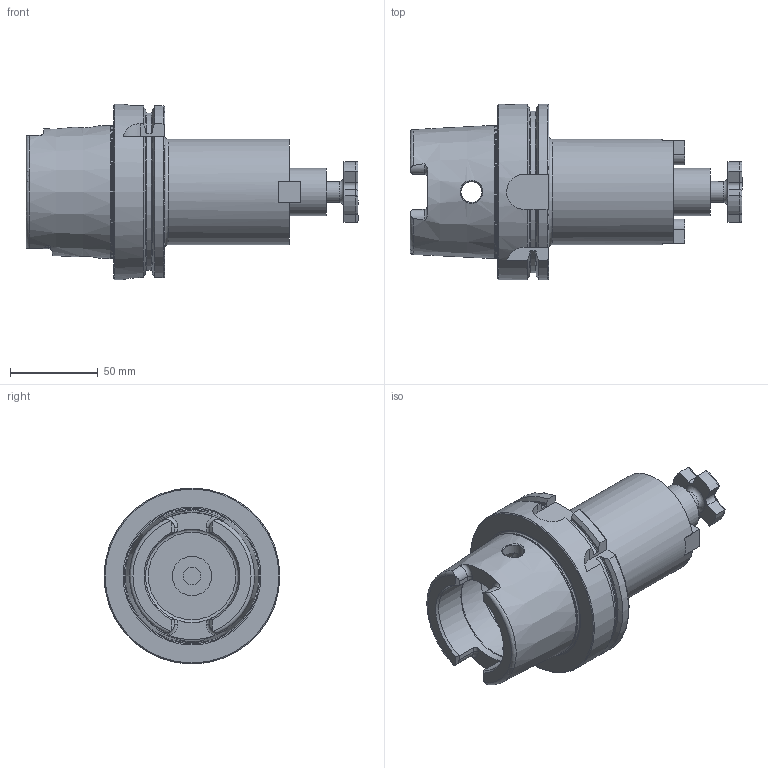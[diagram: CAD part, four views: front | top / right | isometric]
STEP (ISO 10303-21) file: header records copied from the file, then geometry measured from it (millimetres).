
FILE_DESCRIPTION(/* description */ ('','CAx-IF Rec.Pracs.---Representation and Presentation of Product Manufacturing Information (PMI)---4.0---2014-10-13'),/* implementation_level */ '2;1');
FILE_NAME(/* name */ 'ER009C.stp',/* time_stamp */ '2025-02-21T11:05:19+09:00',/* author */ ('eos'),/* organization */ (''),/* preprocessor_version */ 'ST-DEVELOPER v20',/* originating_system */ 'Autodesk Inventor 2025',/* authorisation */ '');
FILE_SCHEMA (('AP242_MANAGED_MODEL_BASED_3D_ENGINEERING_MIM_LF { 1 0 10303 442 1 1 4 }'));
Length unit declared in the file: millimetre
Products named in the file (5): LO-HSK100A-SMA16C-100; HSK63A; SMA27E-DRIV EKEY-SECO; BS 4168 - M5 x 12; collar_bolt-27
Assembly tree (4 placements, depth 2):
  LO-HSK100A-SMA16C-100
    HSK63A
    SMA27E-DRIV EKEY-SECO  x2
    collar_bolt-27
  BS 4168 - M5 x 12
Bounding box: 189 x 100 x 100 mm (x, y, z)
Volume: 467030.5 mm3; surface area: 76203.3 mm2
Topology: 6 solids, 6 shells, 217 faces, 548 edges, 353 vertices
Faces by surface type: plane 85, cylinder 69, torus 37, cone 24, bspline 2
Full cylindrical faces by diameter (mm): 4 x4, 4.134 x2, 5 x2, 5.5 x2, 8.5 x2, 9 x2, 10 x1, 10.106 x1, 12 x3, 13 x1, 22.376 x1, 25 x1, 27 x1, 53 x2, 60 x1, 63 x1, 75.415 x1, 100 x1
Entity records: 7990 total; most frequent: CARTESIAN_POINT 2379, DIRECTION 1156, ORIENTED_EDGE 974, EDGE_CURVE 487, AXIS2_PLACEMENT_3D 479, VERTEX_POINT 317, CIRCLE 226, EDGE_LOOP 216
